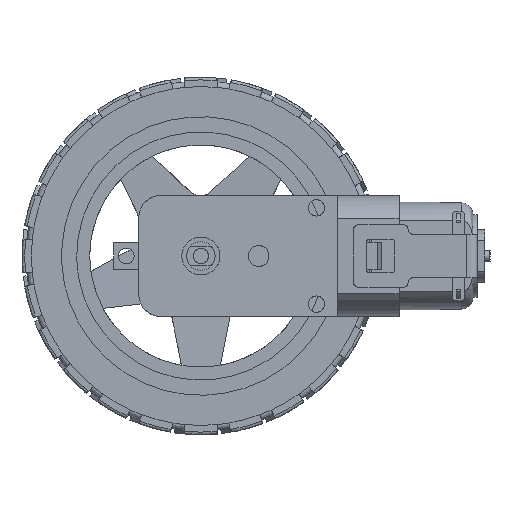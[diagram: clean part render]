
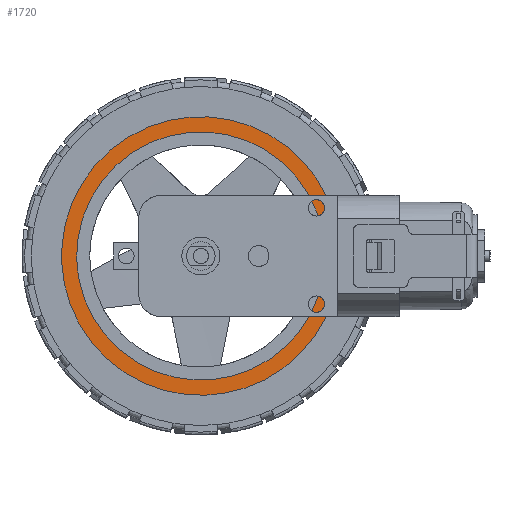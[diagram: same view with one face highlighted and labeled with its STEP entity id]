
A CAD part, left-side view. The second image highlights one B-rep face of the part: STEP entity #1720.
In plain terms, the highlighted planar face has unit normal (-1, 0, 0).
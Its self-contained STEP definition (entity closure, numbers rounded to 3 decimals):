
#1623=FACE_BOUND('',#3167,.T.);
#1720=ADVANCED_FACE('',(#2442,#1623),#14389,.T.);
#2442=FACE_OUTER_BOUND('',#3166,.T.);
#3166=EDGE_LOOP('',(#4080));
#3167=EDGE_LOOP('',(#4081,#4082));
#4080=ORIENTED_EDGE('',*,*,#7836,.F.);
#4081=ORIENTED_EDGE('',*,*,#7885,.T.);
#4082=ORIENTED_EDGE('',*,*,#9639,.T.);
#7836=EDGE_CURVE('',#12787,#12787,#11299,.T.);
#7885=EDGE_CURVE('',#12788,#13947,#11303,.T.);
#9639=EDGE_CURVE('',#13947,#12788,#12037,.T.);
#11299=(
BOUNDED_CURVE()
B_SPLINE_CURVE(2,(#21271,#21272,#21273,#21274,#21275,#21276,#21277,#21278,
#21279),.UNSPECIFIED.,.T.,.F.)
B_SPLINE_CURVE_WITH_KNOTS((3,2,2,2,3),(0.,40.369,80.739,
121.108,161.478),.UNSPECIFIED.)
CURVE()
GEOMETRIC_REPRESENTATION_ITEM()
RATIONAL_B_SPLINE_CURVE((1.,0.707,1.,0.707,1.,0.707,
1.,0.707,1.))
REPRESENTATION_ITEM('')
);
#11303=(
BOUNDED_CURVE()
B_SPLINE_CURVE(2,(#21619,#21620,#21621,#21622,#21623),.UNSPECIFIED.,.F.,
 .F.)
B_SPLINE_CURVE_WITH_KNOTS((3,2,3),(0.,35.971,71.942),
 .UNSPECIFIED.)
CURVE()
GEOMETRIC_REPRESENTATION_ITEM()
RATIONAL_B_SPLINE_CURVE((1.,0.707,1.,0.707,1.))
REPRESENTATION_ITEM('')
);
#12037=(
BOUNDED_CURVE()
B_SPLINE_CURVE(2,(#29221,#29222,#29223,#29224,#29225),.UNSPECIFIED.,.F.,
 .F.)
B_SPLINE_CURVE_WITH_KNOTS((3,2,3),(71.942,107.914,143.885),
 .UNSPECIFIED.)
CURVE()
GEOMETRIC_REPRESENTATION_ITEM()
RATIONAL_B_SPLINE_CURVE((1.,0.707,1.,0.707,1.))
REPRESENTATION_ITEM('')
);
#12787=VERTEX_POINT('',#19660);
#12788=VERTEX_POINT('',#19661);
#13947=VERTEX_POINT('',#20820);
#14389=PLANE('',#15024);
#15024=AXIS2_PLACEMENT_3D('',#16686,#15841,$);
#15841=DIRECTION('',(-1.,0.,0.));
#16686=CARTESIAN_POINT('',(30.72,-190.463,37.521));
#19660=CARTESIAN_POINT('',(30.72,-189.949,11.307));
#19661=CARTESIAN_POINT('',(30.72,-187.149,11.307));
#20820=CARTESIAN_POINT('',(30.72,-141.349,11.307));
#21271=CARTESIAN_POINT('',(30.72,-189.949,11.307));
#21272=CARTESIAN_POINT('',(30.72,-189.949,-14.393));
#21273=CARTESIAN_POINT('',(30.72,-164.249,-14.393));
#21274=CARTESIAN_POINT('',(30.72,-138.549,-14.393));
#21275=CARTESIAN_POINT('',(30.72,-138.549,11.307));
#21276=CARTESIAN_POINT('',(30.72,-138.549,37.007));
#21277=CARTESIAN_POINT('',(30.72,-164.249,37.007));
#21278=CARTESIAN_POINT('',(30.72,-189.949,37.007));
#21279=CARTESIAN_POINT('',(30.72,-189.949,11.307));
#21619=CARTESIAN_POINT('',(30.72,-187.149,11.307));
#21620=CARTESIAN_POINT('',(30.72,-187.149,-11.593));
#21621=CARTESIAN_POINT('',(30.72,-164.249,-11.593));
#21622=CARTESIAN_POINT('',(30.72,-141.349,-11.593));
#21623=CARTESIAN_POINT('',(30.72,-141.349,11.307));
#29221=CARTESIAN_POINT('',(30.72,-141.349,11.307));
#29222=CARTESIAN_POINT('',(30.72,-141.349,34.207));
#29223=CARTESIAN_POINT('',(30.72,-164.249,34.207));
#29224=CARTESIAN_POINT('',(30.72,-187.149,34.207));
#29225=CARTESIAN_POINT('',(30.72,-187.149,11.307));
